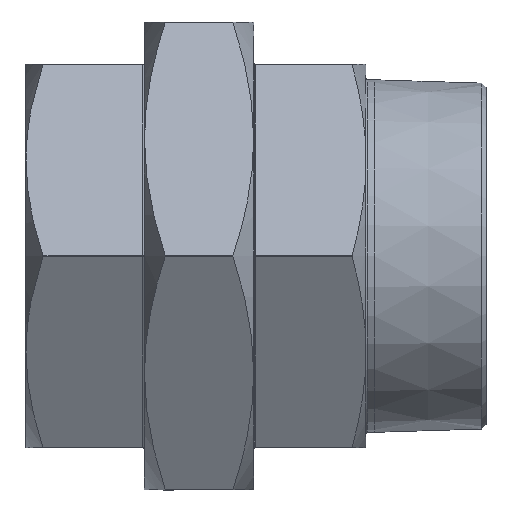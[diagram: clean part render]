
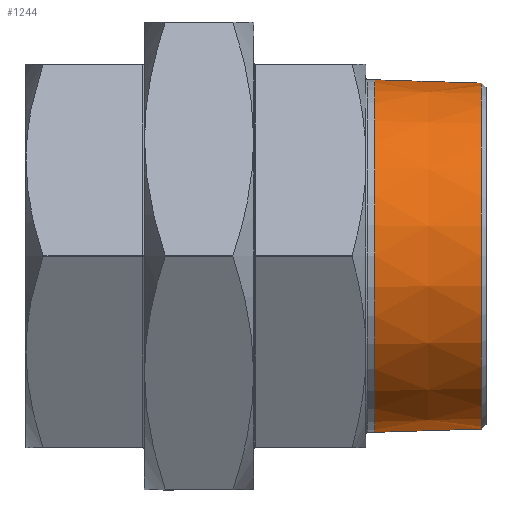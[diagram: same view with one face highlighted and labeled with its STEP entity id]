
A CAD part, front view. The second image highlights one B-rep face of the part: STEP entity #1244.
In plain terms, the highlighted conical face has half-angle 1.79 degrees and reference radius 56.515 mm.
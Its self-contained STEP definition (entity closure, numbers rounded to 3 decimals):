
#1047 = CARTESIAN_POINT ( 'NONE',  ( 56.3, 0., -56.515 ) ) ;
#1161 = EDGE_CURVE ( 'NONE', #5299, #12462, #12092, .T. ) ;
#1177 = DIRECTION ( 'NONE',  ( -1., 0., 0. ) ) ;
#1244 = ADVANCED_FACE ( 'NONE', ( #10918 ), #12075, .T. ) ;
#1610 = EDGE_CURVE ( 'NONE', #13467, #2466, #15492, .T. ) ;
#2099 = AXIS2_PLACEMENT_3D ( 'NONE', #7409, #1177, #4890 ) ;
#2466 = VERTEX_POINT ( 'NONE', #15720 ) ;
#3114 = CARTESIAN_POINT ( 'NONE',  ( 56.3, 0., 56.515 ) ) ;
#3742 = LINE ( 'NONE', #14527, #13632 ) ;
#3978 = ORIENTED_EDGE ( 'NONE', *, *, #5283, .F. ) ;
#4119 = CARTESIAN_POINT ( 'NONE',  ( 56.3, 0., 0. ) ) ;
#4283 = EDGE_CURVE ( 'NONE', #2466, #12462, #7621, .T. ) ;
#4890 = DIRECTION ( 'NONE',  ( 0., 0., 1. ) ) ;
#5283 = EDGE_CURVE ( 'NONE', #13467, #5299, #3742, .T. ) ;
#5299 = VERTEX_POINT ( 'NONE', #1047 ) ;
#5910 = VECTOR ( 'NONE', #15423, 1000. ) ;
#6128 = AXIS2_PLACEMENT_3D ( 'NONE', #7464, #7410, #9873 ) ;
#6932 = CARTESIAN_POINT ( 'NONE',  ( 56.3, 0., 56.515 ) ) ;
#7056 = ORIENTED_EDGE ( 'NONE', *, *, #1161, .F. ) ;
#7191 = ORIENTED_EDGE ( 'NONE', *, *, #4283, .T. ) ;
#7409 = CARTESIAN_POINT ( 'NONE',  ( 90.52, 0., 0. ) ) ;
#7410 = DIRECTION ( 'NONE',  ( -1., 0., 0. ) ) ;
#7464 = CARTESIAN_POINT ( 'NONE',  ( 56.3, 0., 0. ) ) ;
#7621 = LINE ( 'NONE', #6932, #5910 ) ;
#9873 = DIRECTION ( 'NONE',  ( 0., 0., 1. ) ) ;
#9913 = ORIENTED_EDGE ( 'NONE', *, *, #1610, .T. ) ;
#10288 = DIRECTION ( 'NONE',  ( -1., 0., 0. ) ) ;
#10918 = FACE_OUTER_BOUND ( 'NONE', #11738, .T. ) ;
#10970 = DIRECTION ( 'NONE',  ( -1., 0., -0.031 ) ) ;
#11738 = EDGE_LOOP ( 'NONE', ( #3978, #9913, #7191, #7056 ) ) ;
#12075 = CONICAL_SURFACE ( 'NONE', #6128, 56.515, 0.031 ) ;
#12092 = CIRCLE ( 'NONE', #15663, 56.515 ) ;
#12462 = VERTEX_POINT ( 'NONE', #3114 ) ;
#12988 = CARTESIAN_POINT ( 'NONE',  ( 90.52, 0., -55.446 ) ) ;
#13467 = VERTEX_POINT ( 'NONE', #12988 ) ;
#13632 = VECTOR ( 'NONE', #10970, 1000. ) ;
#14527 = CARTESIAN_POINT ( 'NONE',  ( 56.3, 0., -56.515 ) ) ;
#15124 = DIRECTION ( 'NONE',  ( 0., 0., 1. ) ) ;
#15423 = DIRECTION ( 'NONE',  ( -1., 0., 0.031 ) ) ;
#15492 = CIRCLE ( 'NONE', #2099, 55.446 ) ;
#15663 = AXIS2_PLACEMENT_3D ( 'NONE', #4119, #10288, #15124 ) ;
#15720 = CARTESIAN_POINT ( 'NONE',  ( 90.52, 0., 55.446 ) ) ;
